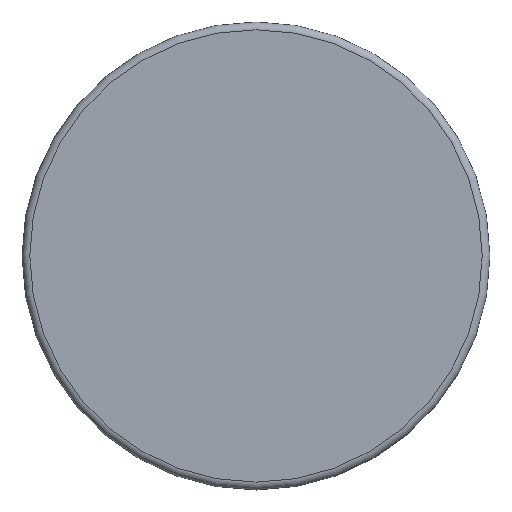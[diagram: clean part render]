
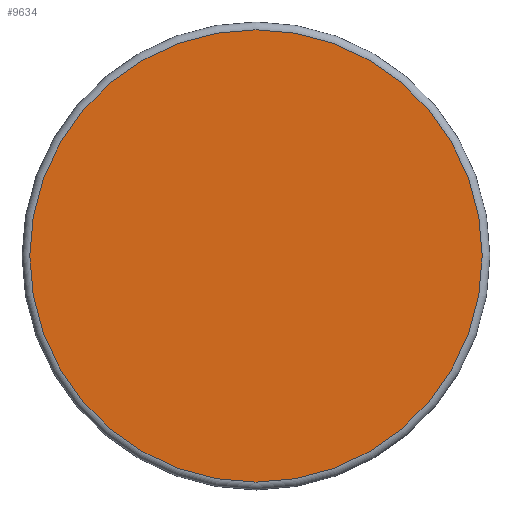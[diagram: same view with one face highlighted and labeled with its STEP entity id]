
A CAD part, top view. The second image highlights one B-rep face of the part: STEP entity #9634.
In plain terms, the highlighted planar face has unit normal (0, 0, 1).
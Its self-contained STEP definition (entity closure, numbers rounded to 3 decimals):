
#9634 = ADVANCED_FACE('',(#9635),#9648,.F.);
#9635 = FACE_BOUND('',#9636,.T.);
#9636 = EDGE_LOOP('',(#9637));
#9637 = ORIENTED_EDGE('',*,*,#9638,.F.);
#9638 = EDGE_CURVE('',#9639,#9639,#9641,.T.);
#9639 = VERTEX_POINT('',#9640);
#9640 = CARTESIAN_POINT('',(-14.526,0.,2.));
#9641 = SURFACE_CURVE('',#9642,(#9647,#9659),.PCURVE_S1.);
#9642 = CIRCLE('',#9643,14.526);
#9643 = AXIS2_PLACEMENT_3D('',#9644,#9645,#9646);
#9644 = CARTESIAN_POINT('',(0.,0.,2.));
#9645 = DIRECTION('',(0.,0.,-1.));
#9646 = DIRECTION('',(-1.,0.,0.));
#9647 = PCURVE('',#9648,#9653);
#9648 = PLANE('',#9649);
#9649 = AXIS2_PLACEMENT_3D('',#9650,#9651,#9652);
#9650 = CARTESIAN_POINT('',(0.,0.,2.));
#9651 = DIRECTION('',(0.,0.,-1.));
#9652 = DIRECTION('',(-1.,0.,0.));
#9653 = DEFINITIONAL_REPRESENTATION('',(#9654),#9658);
#9654 = CIRCLE('',#9655,14.526);
#9655 = AXIS2_PLACEMENT_2D('',#9656,#9657);
#9656 = CARTESIAN_POINT('',(0.,0.));
#9657 = DIRECTION('',(1.,0.));
#9658 = ( GEOMETRIC_REPRESENTATION_CONTEXT(2) 
PARAMETRIC_REPRESENTATION_CONTEXT() REPRESENTATION_CONTEXT('2D SPACE',''
  ) );
#9659 = PCURVE('',#9660,#9665);
#9660 = TOROIDAL_SURFACE('',#9661,14.526,0.5);
#9661 = AXIS2_PLACEMENT_3D('',#9662,#9663,#9664);
#9662 = CARTESIAN_POINT('',(0.,0.,1.5));
#9663 = DIRECTION('',(0.,0.,-1.));
#9664 = DIRECTION('',(-1.,0.,0.));
#9665 = DEFINITIONAL_REPRESENTATION('',(#9666),#9670);
#9666 = LINE('',#9667,#9668);
#9667 = CARTESIAN_POINT('',(0.,4.712));
#9668 = VECTOR('',#9669,1.);
#9669 = DIRECTION('',(1.,0.));
#9670 = ( GEOMETRIC_REPRESENTATION_CONTEXT(2) 
PARAMETRIC_REPRESENTATION_CONTEXT() REPRESENTATION_CONTEXT('2D SPACE',''
  ) );
